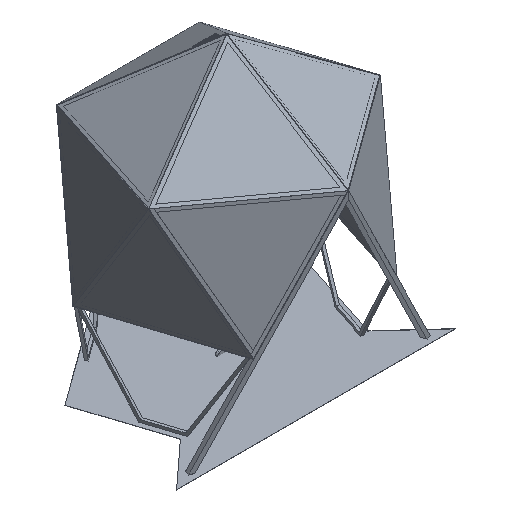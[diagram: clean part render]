
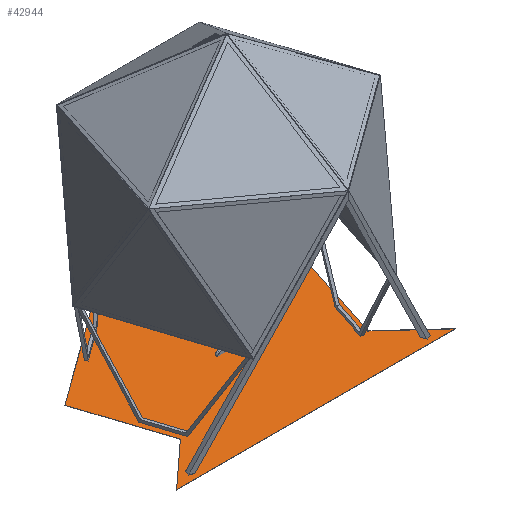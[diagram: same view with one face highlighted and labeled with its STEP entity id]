
A CAD part, isometric view. The second image highlights one B-rep face of the part: STEP entity #42944.
In plain terms, the highlighted planar face has unit normal (0, 0, 1).
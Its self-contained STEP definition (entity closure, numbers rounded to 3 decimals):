
#1225=FACE_BOUND('',#7162,.T.);
#4736=FACE_OUTER_BOUND('',#7161,.T.);
#7161=EDGE_LOOP('',(#39124,#39125,#39126,#39127,#39128,#39129,#39130));
#7162=EDGE_LOOP('',(#39131,#39132,#39133,#39134));
#11896=LINE('',#72328,#16662);
#11900=LINE('',#72336,#16666);
#11903=LINE('',#72342,#16669);
#11906=LINE('',#72347,#16672);
#11908=LINE('',#72352,#16674);
#11912=LINE('',#72360,#16678);
#11915=LINE('',#72366,#16681);
#11918=LINE('',#72372,#16684);
#11921=LINE('',#72378,#16687);
#11924=LINE('',#72384,#16690);
#11927=LINE('',#72389,#16693);
#16662=VECTOR('',#57680,10.);
#16666=VECTOR('',#57686,10.);
#16669=VECTOR('',#57691,10.);
#16672=VECTOR('',#57696,10.);
#16674=VECTOR('',#57700,10.);
#16678=VECTOR('',#57706,10.);
#16681=VECTOR('',#57711,10.);
#16684=VECTOR('',#57716,10.);
#16687=VECTOR('',#57721,10.);
#16690=VECTOR('',#57726,10.);
#16693=VECTOR('',#57731,10.);
#20750=VERTEX_POINT('',#72326);
#20751=VERTEX_POINT('',#72327);
#20754=VERTEX_POINT('',#72335);
#20756=VERTEX_POINT('',#72341);
#20758=VERTEX_POINT('',#72350);
#20759=VERTEX_POINT('',#72351);
#20762=VERTEX_POINT('',#72359);
#20764=VERTEX_POINT('',#72365);
#20766=VERTEX_POINT('',#72371);
#20768=VERTEX_POINT('',#72377);
#20770=VERTEX_POINT('',#72383);
#26860=EDGE_CURVE('',#20750,#20751,#11896,.T.);
#26864=EDGE_CURVE('',#20754,#20750,#11900,.T.);
#26867=EDGE_CURVE('',#20756,#20754,#11903,.T.);
#26870=EDGE_CURVE('',#20751,#20756,#11906,.T.);
#26872=EDGE_CURVE('',#20758,#20759,#11908,.T.);
#26876=EDGE_CURVE('',#20759,#20762,#11912,.T.);
#26879=EDGE_CURVE('',#20762,#20764,#11915,.T.);
#26882=EDGE_CURVE('',#20764,#20766,#11918,.T.);
#26885=EDGE_CURVE('',#20768,#20766,#11921,.T.);
#26888=EDGE_CURVE('',#20770,#20768,#11924,.T.);
#26891=EDGE_CURVE('',#20758,#20770,#11927,.T.);
#39124=ORIENTED_EDGE('',*,*,#26891,.F.);
#39125=ORIENTED_EDGE('',*,*,#26872,.T.);
#39126=ORIENTED_EDGE('',*,*,#26876,.T.);
#39127=ORIENTED_EDGE('',*,*,#26879,.T.);
#39128=ORIENTED_EDGE('',*,*,#26882,.T.);
#39129=ORIENTED_EDGE('',*,*,#26885,.F.);
#39130=ORIENTED_EDGE('',*,*,#26888,.F.);
#39131=ORIENTED_EDGE('',*,*,#26870,.F.);
#39132=ORIENTED_EDGE('',*,*,#26860,.F.);
#39133=ORIENTED_EDGE('',*,*,#26864,.F.);
#39134=ORIENTED_EDGE('',*,*,#26867,.F.);
#40707=PLANE('',#46409);
#42944=ADVANCED_FACE('',(#4736,#1225),#40707,.F.);
#46409=AXIS2_PLACEMENT_3D('',#72392,#57735,#57736);
#57680=DIRECTION('',(-0.951,0.309,0.));
#57686=DIRECTION('',(0.309,0.951,0.));
#57691=DIRECTION('',(0.951,-0.309,0.));
#57696=DIRECTION('',(-0.309,-0.951,0.));
#57700=DIRECTION('',(-0.809,-0.588,0.));
#57706=DIRECTION('',(0.309,-0.951,0.));
#57711=DIRECTION('',(-0.737,-0.676,0.));
#57716=DIRECTION('',(1.,0.,0.));
#57721=DIRECTION('',(0.737,-0.676,0.));
#57726=DIRECTION('',(-0.309,-0.951,0.));
#57731=DIRECTION('',(0.809,-0.588,0.));
#57735=DIRECTION('center_axis',(0.,0.,
-1.));
#57736=DIRECTION('ref_axis',(1.,0.,0.));
#72326=CARTESIAN_POINT('',(-1097.625,-760.667,-1969.645));
#72327=CARTESIAN_POINT('',(-1142.346,-746.136,-1969.645));
#72328=CARTESIAN_POINT('',(-1142.346,-746.136,-1969.645));
#72335=CARTESIAN_POINT('',(-1113.007,-808.007,-1969.645));
#72336=CARTESIAN_POINT('',(-1097.625,-760.667,-1969.645));
#72341=CARTESIAN_POINT('',(-1157.728,-793.476,-1969.645));
#72342=CARTESIAN_POINT('',(-1113.007,-808.007,-1969.645));
#72347=CARTESIAN_POINT('',(-1157.728,-793.476,-1969.645));
#72350=CARTESIAN_POINT('',(0.,1231.448,-1969.645));
#72351=CARTESIAN_POINT('',(-1171.177,380.538,-1969.645));
#72352=CARTESIAN_POINT('',(0.,1231.448,-1969.645));
#72359=CARTESIAN_POINT('',(-899.561,-455.41,-1969.645));
#72360=CARTESIAN_POINT('',(-1171.177,380.538,-1969.645));
#72365=CARTESIAN_POINT('',(-1338.162,-858.007,-1969.645));
#72366=CARTESIAN_POINT('',(-899.561,-455.41,-1969.645));
#72371=CARTESIAN_POINT('',(1338.162,-858.007,-1969.645));
#72372=CARTESIAN_POINT('',(-1338.162,-858.007,-1969.645));
#72377=CARTESIAN_POINT('',(899.561,-455.41,-1969.645));
#72378=CARTESIAN_POINT('',(899.561,-455.41,-1969.645));
#72383=CARTESIAN_POINT('',(1171.177,380.538,-1969.645));
#72384=CARTESIAN_POINT('',(1171.177,380.538,-1969.645));
#72389=CARTESIAN_POINT('',(0.,1231.448,-1969.645));
#72392=CARTESIAN_POINT('Origin',(0.,186.721,
-1969.645));
